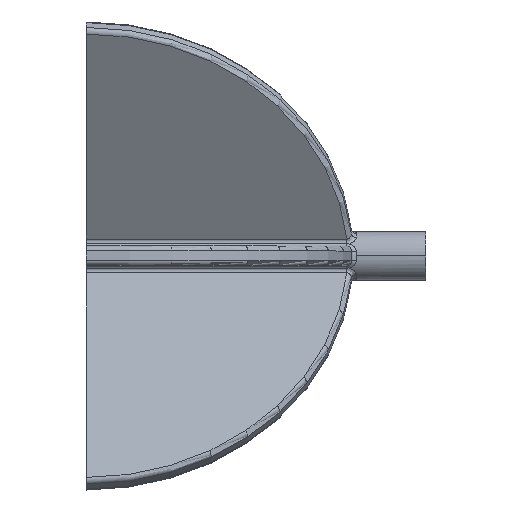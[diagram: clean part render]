
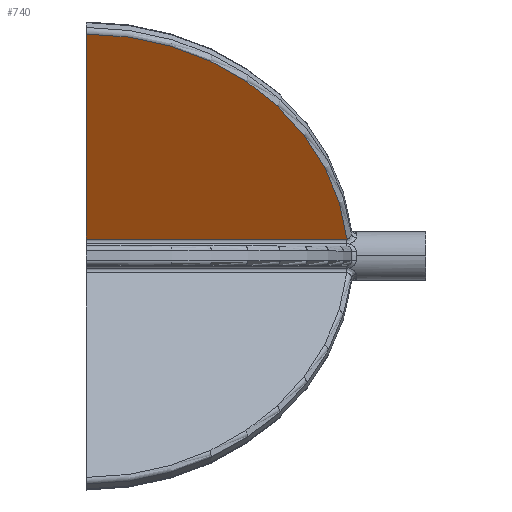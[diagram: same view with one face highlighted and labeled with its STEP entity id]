
A CAD part, top view. The second image highlights one B-rep face of the part: STEP entity #740.
In plain terms, the highlighted planar face has unit normal (0, -0.5, 0.866).
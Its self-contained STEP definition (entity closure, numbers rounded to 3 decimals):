
#5 = AXIS2_PLACEMENT_3D ( 'NONE', #1022, #451, #652 ) ;
#129 = EDGE_CURVE ( 'NONE', #1895, #159, #2442, .T. ) ;
#159 = VERTEX_POINT ( 'NONE', #2011 ) ;
#451 = DIRECTION ( 'NONE',  ( 0., -0.5, 0.866 ) ) ;
#490 = CARTESIAN_POINT ( 'NONE',  ( 0., -0.5, 0.866 ) ) ;
#577 = CARTESIAN_POINT ( 'NONE',  ( 0., 1.75, 2.165 ) ) ;
#647 = PLANE ( 'NONE',  #5 ) ;
#652 = DIRECTION ( 'NONE',  ( 0., -0.866, -0.5 ) ) ;
#696 = ORIENTED_EDGE ( 'NONE', *, *, #129, .T. ) ;
#740 = ADVANCED_FACE ( 'NONE', ( #1223 ), #647, .T. ) ;
#870 = VERTEX_POINT ( 'NONE', #577 ) ;
#874 = ORIENTED_EDGE ( 'NONE', *, *, #1458, .F. ) ;
#920 = DIRECTION ( 'NONE',  ( 1., 0., 0. ) ) ;
#1022 = CARTESIAN_POINT ( 'NONE',  ( 0., -0.5, 0.866 ) ) ;
#1102 = CARTESIAN_POINT ( 'NONE',  ( 0., -0.5, 0.866 ) ) ;
#1223 = FACE_OUTER_BOUND ( 'NONE', #2417, .T. ) ;
#1321 = VECTOR ( 'NONE', #920, 1000. ) ;
#1446 = EDGE_CURVE ( 'NONE', #870, #1895, #1921, .T. ) ;
#1458 = EDGE_CURVE ( 'NONE', #870, #159, #2387, .T. ) ;
#1615 = DIRECTION ( 'NONE',  ( 0., -0.866, -0.5 ) ) ;
#1783 = CARTESIAN_POINT ( 'NONE',  ( 26.875, 1.75, 2.165 ) ) ;
#1895 = VERTEX_POINT ( 'NONE', #1783 ) ;
#1911 = CARTESIAN_POINT ( 'NONE',  ( 0., 1.75, 2.165 ) ) ;
#1921 = LINE ( 'NONE', #1911, #1321 ) ;
#1946 = ORIENTED_EDGE ( 'NONE', *, *, #1446, .T. ) ;
#2011 = CARTESIAN_POINT ( 'NONE',  ( 0., 22.883, 14.366 ) ) ;
#2202 = DIRECTION ( 'NONE',  ( 0., -0.5, 0.866 ) ) ;
#2262 = DIRECTION ( 'NONE',  ( 0., 0.866, 0.5 ) ) ;
#2267 = VECTOR ( 'NONE', #2262, 1000. ) ;
#2387 = LINE ( 'NONE', #1102, #2267 ) ;
#2417 = EDGE_LOOP ( 'NONE', ( #874, #1946, #696 ) ) ;
#2442 = CIRCLE ( 'NONE', #2449, 27. ) ;
#2449 = AXIS2_PLACEMENT_3D ( 'NONE', #490, #2202, #1615 ) ;
